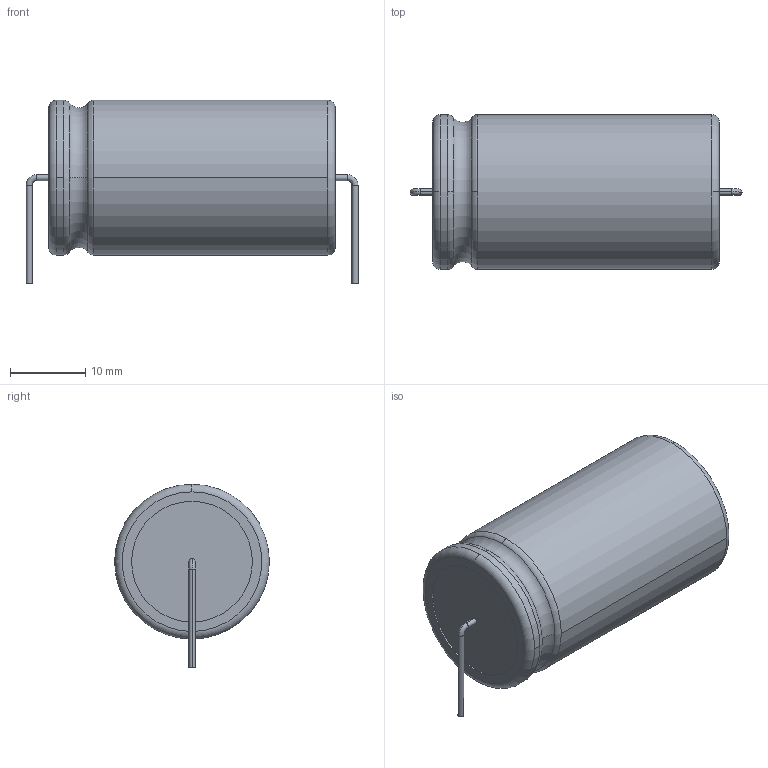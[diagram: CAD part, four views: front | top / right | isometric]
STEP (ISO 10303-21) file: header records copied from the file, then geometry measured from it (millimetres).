
FILE_DESCRIPTION((''),'2;1');
FILE_NAME('CAPPA4318-3800X2050.stp','2010-10-14T15:57:12',(''),(''),'Mechanical Desktop 2010','Mechanical Desktop 2010',', , ');
FILE_SCHEMA(('AUTOMOTIVE_DESIGN { 1 2 10303 214 1 1 1 1 }'));
Length unit declared in the file: millimetre
Products named in the file (1): Product
Bounding box: 43.98 x 20.5 x 24.3 mm (x, y, z)
Volume: 12317.6 mm3; surface area: 4024.8 mm2
Topology: 5 solids, 5 shells, 46 faces, 96 edges, 62 vertices
Faces by surface type: bspline 15, cylinder 12, torus 12, plane 7
Entity records: 1500 total; most frequent: CARTESIAN_POINT 444, DIRECTION 236, ORIENTED_EDGE 192, AXIS2_PLACEMENT_3D 108, EDGE_CURVE 96, CIRCLE 76, VERTEX_POINT 62, EDGE_LOOP 48
